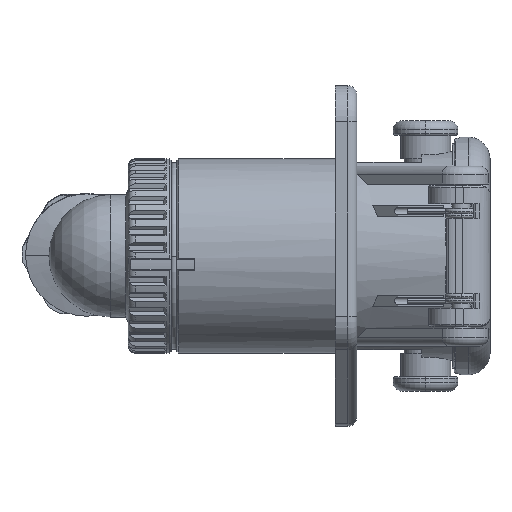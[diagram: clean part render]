
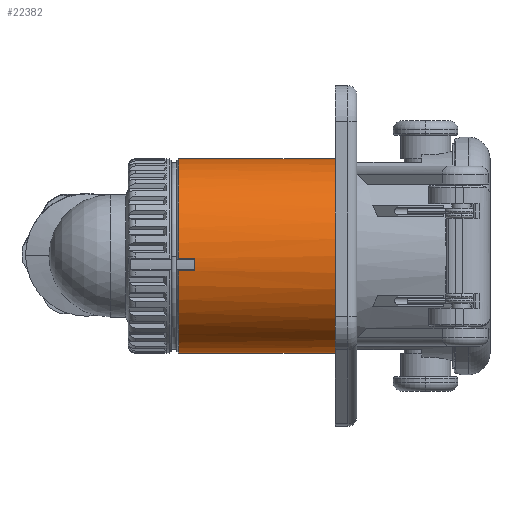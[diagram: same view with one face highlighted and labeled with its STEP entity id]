
A CAD part, front view. The second image highlights one B-rep face of the part: STEP entity #22382.
In plain terms, the highlighted cylindrical face has radius 27 mm (diameter 54 mm), a partial arc.
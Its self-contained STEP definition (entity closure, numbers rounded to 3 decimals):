
#2413=CARTESIAN_POINT('',(44.,0.,0.));
#2414=DIRECTION('',(1.,0.,0.));
#2415=DIRECTION('',(0.,0.,1.));
#2416=AXIS2_PLACEMENT_3D('',#2413,#2414,#2415);
#2615=DIRECTION('',(1.,0.,0.));
#2616=VECTOR('',#2615,43.5);
#2617=CARTESIAN_POINT('',(0.5,0.,27.));
#2618=LINE('',#2617,#2616);
#2619=DIRECTION('',(1.,0.,0.));
#2620=VECTOR('',#2619,43.5);
#2621=CARTESIAN_POINT('',(0.5,0.,-27.));
#2622=LINE('',#2621,#2620);
#2623=DIRECTION('',(-1.,0.,0.));
#2624=VECTOR('',#2623,4.5);
#2625=CARTESIAN_POINT('',(5.,-26.993,-0.605));
#2626=LINE('',#2625,#2624);
#2627=CARTESIAN_POINT('',(0.5,0.,0.));
#2628=DIRECTION('',(1.,0.,0.));
#2629=DIRECTION('',(0.,0.,1.));
#2630=AXIS2_PLACEMENT_3D('',#2627,#2628,#2629);
#2673=CARTESIAN_POINT('',(5.,0.,0.));
#2674=DIRECTION('',(-1.,0.,0.));
#2675=DIRECTION('',(0.,-0.988,-0.152));
#2676=AXIS2_PLACEMENT_3D('',#2673,#2674,#2675);
#2695=DIRECTION('',(-1.,0.,0.));
#2696=VECTOR('',#2695,4.5);
#2697=CARTESIAN_POINT('',(5.,-26.688,-4.092));
#2698=LINE('',#2697,#2696);
#2699=CARTESIAN_POINT('',(0.5,0.,0.));
#2700=DIRECTION('',(1.,0.,0.));
#2701=DIRECTION('',(0.,-0.988,-0.152));
#2702=AXIS2_PLACEMENT_3D('',#2699,#2700,#2701);
#15948=CARTESIAN_POINT('',(44.,0.,27.));
#15949=CARTESIAN_POINT('',(44.,0.,-27.));
#15950=VERTEX_POINT('',#15948);
#15951=VERTEX_POINT('',#15949);
#16626=CARTESIAN_POINT('',(5.,-26.688,-4.092));
#16627=CARTESIAN_POINT('',(5.,-26.993,-0.605));
#16628=VERTEX_POINT('',#16626);
#16629=VERTEX_POINT('',#16627);
#16662=CARTESIAN_POINT('',(0.5,0.,27.));
#16663=CARTESIAN_POINT('',(0.5,-26.993,-0.605));
#16664=VERTEX_POINT('',#16662);
#16665=VERTEX_POINT('',#16663);
#16674=CARTESIAN_POINT('',(0.5,-26.688,-4.092));
#16675=CARTESIAN_POINT('',(0.5,0.,-27.));
#16676=VERTEX_POINT('',#16674);
#16677=VERTEX_POINT('',#16675);
#22360=CARTESIAN_POINT('',(84.,0.,0.));
#22361=DIRECTION('',(-1.,0.,0.));
#22362=DIRECTION('',(0.,0.,-1.));
#22363=AXIS2_PLACEMENT_3D('',#22360,#22361,#22362);
#22364=CYLINDRICAL_SURFACE('',#22363,27.);
#22366=ORIENTED_EDGE('',*,*,#22365,.T.);
#22368=ORIENTED_EDGE('',*,*,#22367,.F.);
#22370=ORIENTED_EDGE('',*,*,#22369,.T.);
#22371=ORIENTED_EDGE('',*,*,#22133,.T.);
#22373=ORIENTED_EDGE('',*,*,#22372,.F.);
#22375=ORIENTED_EDGE('',*,*,#22374,.F.);
#22377=ORIENTED_EDGE('',*,*,#22376,.F.);
#22379=ORIENTED_EDGE('',*,*,#22378,.T.);
#22380=EDGE_LOOP('',(#22366,#22368,#22370,#22371,#22373,#22375,#22377,#22379));
#22381=FACE_OUTER_BOUND('',#22380,.F.);
#22382=ADVANCED_FACE('',(#22381),#22364,.T.);
#2417=CIRCLE('',#2416,27.);
#2631=CIRCLE('',#2630,27.);
#2677=CIRCLE('',#2676,27.);
#2703=CIRCLE('',#2702,27.);
#22133=EDGE_CURVE('',#15950,#15951,#2417,.T.);
#22365=EDGE_CURVE('',#16629,#16665,#2626,.T.);
#22367=EDGE_CURVE('',#16664,#16665,#2631,.T.);
#22369=EDGE_CURVE('',#16664,#15950,#2618,.T.);
#22372=EDGE_CURVE('',#16677,#15951,#2622,.T.);
#22374=EDGE_CURVE('',#16676,#16677,#2703,.T.);
#22376=EDGE_CURVE('',#16628,#16676,#2698,.T.);
#22378=EDGE_CURVE('',#16628,#16629,#2677,.T.);
